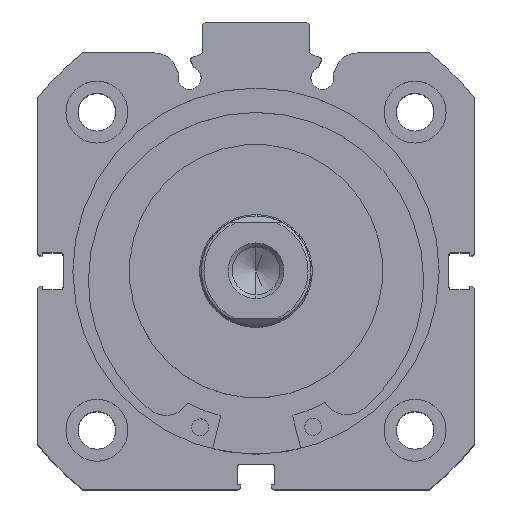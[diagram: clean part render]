
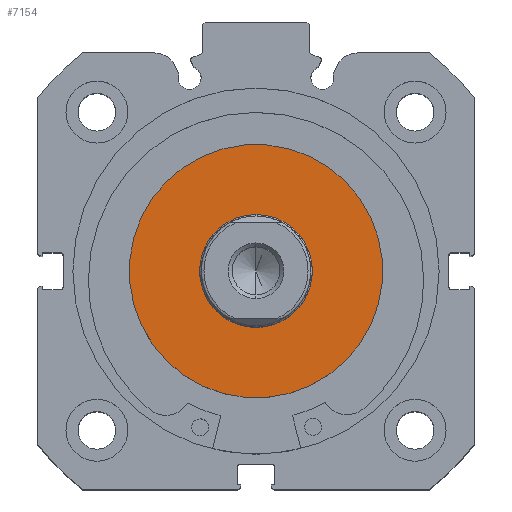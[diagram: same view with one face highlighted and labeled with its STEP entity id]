
A CAD part, top view. The second image highlights one B-rep face of the part: STEP entity #7154.
In plain terms, the highlighted face is planar.
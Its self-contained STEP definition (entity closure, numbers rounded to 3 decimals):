
#688 = CARTESIAN_POINT ( 'NONE',  ( 0., 0., -22.5 ) ) ;
#703 = CARTESIAN_POINT ( 'NONE',  ( 0., 0., -10. ) ) ;
#708 = CARTESIAN_POINT ( 'NONE',  ( 0., 0., 10. ) ) ;
#716 = CARTESIAN_POINT ( 'NONE',  ( 0., 0., 22.5 ) ) ;
#1627 = ORIENTED_EDGE ( 'NONE', *, *, #7292, .T. ) ;
#1630 = ORIENTED_EDGE ( 'NONE', *, *, #7263, .T. ) ;
#1634 = ORIENTED_EDGE ( 'NONE', *, *, #7256, .F. ) ;
#1639 = ORIENTED_EDGE ( 'NONE', *, *, #7285, .F. ) ;
#2534 = VERTEX_POINT ( 'NONE', #688 ) ;
#2549 = VERTEX_POINT ( 'NONE', #703 ) ;
#2554 = VERTEX_POINT ( 'NONE', #708 ) ;
#2562 = VERTEX_POINT ( 'NONE', #716 ) ;
#4100 = FACE_BOUND ( 'NONE', #4581, .T. ) ;
#4103 = FACE_OUTER_BOUND ( 'NONE', #4488, .T. ) ;
#4232 = CIRCLE ( 'NONE', #6929, 10. ) ;
#4243 = CIRCLE ( 'NONE', #6931, 22.5 ) ;
#4274 = CIRCLE ( 'NONE', #6946, 10. ) ;
#4282 = CIRCLE ( 'NONE', #6949, 22.5 ) ;
#4488 = EDGE_LOOP ( 'NONE', ( #1630, #1627 ) ) ;
#4581 = EDGE_LOOP ( 'NONE', ( #1639, #1634 ) ) ;
#5533 = CARTESIAN_POINT ( 'NONE',  ( 0., 22.5, 0. ) ) ;
#5534 = PLANE ( 'NONE',  #6872 ) ;
#5535 = DIRECTION ( 'NONE',  ( 1., 0., 0. ) ) ;
#5536 = DIRECTION ( 'NONE',  ( 0., 0., -1. ) ) ;
#5730 = CARTESIAN_POINT ( 'NONE',  ( 0., 0., 0. ) ) ;
#5733 = DIRECTION ( 'NONE',  ( -1., 0., 0. ) ) ;
#5734 = DIRECTION ( 'NONE',  ( 0., 0., 1. ) ) ;
#5747 = CARTESIAN_POINT ( 'NONE',  ( 0., 0., 0. ) ) ;
#5749 = DIRECTION ( 'NONE',  ( -1., 0., 0. ) ) ;
#5750 = DIRECTION ( 'NONE',  ( 0., 0., 1. ) ) ;
#5799 = CARTESIAN_POINT ( 'NONE',  ( 0., 0., 0. ) ) ;
#5808 = DIRECTION ( 'NONE',  ( -1., 0., 0. ) ) ;
#5809 = DIRECTION ( 'NONE',  ( 0., 0., 1. ) ) ;
#5816 = CARTESIAN_POINT ( 'NONE',  ( 0., 0., 0. ) ) ;
#5827 = DIRECTION ( 'NONE',  ( -1., 0., 0. ) ) ;
#5828 = DIRECTION ( 'NONE',  ( 0., 0., 1. ) ) ;
#6872 = AXIS2_PLACEMENT_3D ( 'NONE', #5533, #5535, #5536 ) ;
#6929 = AXIS2_PLACEMENT_3D ( 'NONE', #5730, #5733, #5734 ) ;
#6931 = AXIS2_PLACEMENT_3D ( 'NONE', #5747, #5749, #5750 ) ;
#6946 = AXIS2_PLACEMENT_3D ( 'NONE', #5799, #5808, #5809 ) ;
#6949 = AXIS2_PLACEMENT_3D ( 'NONE', #5816, #5827, #5828 ) ;
#7154 = ADVANCED_FACE ( 'NONE', ( #4100, #4103 ), #5534, .F. ) ;
#7256 = EDGE_CURVE ( 'NONE', #2549, #2554, #4232, .T. ) ;
#7263 = EDGE_CURVE ( 'NONE', #2562, #2534, #4243, .T. ) ;
#7285 = EDGE_CURVE ( 'NONE', #2554, #2549, #4274, .T. ) ;
#7292 = EDGE_CURVE ( 'NONE', #2534, #2562, #4282, .T. ) ;
